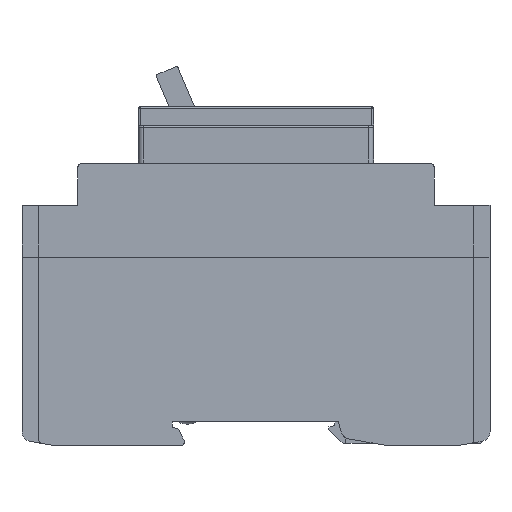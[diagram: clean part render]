
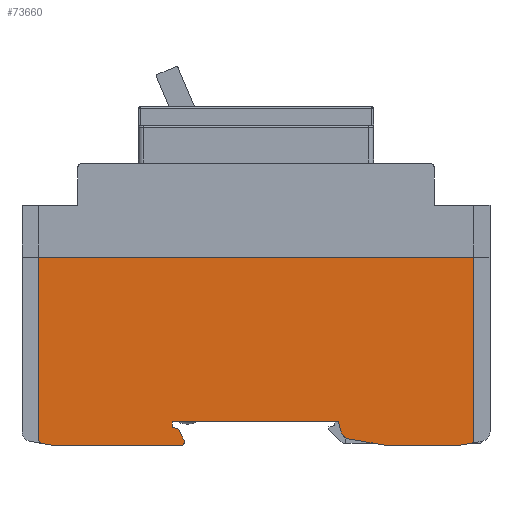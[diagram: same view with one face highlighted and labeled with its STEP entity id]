
A CAD part, left-side view. The second image highlights one B-rep face of the part: STEP entity #73660.
In plain terms, the highlighted planar face has unit normal (-1, 0, 0).
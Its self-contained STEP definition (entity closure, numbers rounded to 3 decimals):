
#6570=CARTESIAN_POINT('',(59.006,393.002,
-70.619));
#6580=DIRECTION('',(1.,0.,0.));
#6590=DIRECTION('',(0.,-1.,0.));
#6600=AXIS2_PLACEMENT_3D('',#6570,#6580,#6590);
#6610=CIRCLE('',#6600,1.);
#6620=CARTESIAN_POINT('',(59.006,393.176,
-71.603));
#6630=VERTEX_POINT('',#6620);
#6640=CARTESIAN_POINT('',(59.006,394.002,
-70.619));
#6650=VERTEX_POINT('',#6640);
#6660=EDGE_CURVE('',#6630,#6650,#6610,.T.);
#36590=CARTESIAN_POINT('',(59.006,365.552,0.));
#36600=DIRECTION('',(0.,0.,-1.));
#36610=VECTOR('',#36600,1.);
#36620=LINE('',#36590,#36610);
#36630=CARTESIAN_POINT('',(59.006,365.552,
-67.));
#36640=VERTEX_POINT('',#36630);
#36650=CARTESIAN_POINT('',(59.006,365.552,
-68.2));
#36660=VERTEX_POINT('',#36650);
#36670=EDGE_CURVE('',#36640,#36660,#36620,.T.);
#54660=CARTESIAN_POINT('',(59.006,304.577,
-72.));
#54670=VERTEX_POINT('',#54660);
#54700=CARTESIAN_POINT('',(59.006,0.,-18.295));
#54710=DIRECTION('',(0.,0.985,-0.174));
#54720=VECTOR('',#54710,1.);
#54730=LINE('',#54700,#54720);
#54740=CARTESIAN_POINT('',(59.006,301.502,
-71.458));
#54750=VERTEX_POINT('',#54740);
#54760=EDGE_CURVE('',#54750,#54670,#54730,.T.);
#66240=CARTESIAN_POINT('',(59.006,320.252,
-72.));
#66250=VERTEX_POINT('',#66240);
#66280=CARTESIAN_POINT('',(59.006,0.,-72.));
#66290=DIRECTION('',(0.,1.,0.));
#66300=VECTOR('',#66290,1.);
#66310=LINE('',#66280,#66300);
#66320=EDGE_CURVE('',#54670,#66250,#66310,.T.);
#66420=CARTESIAN_POINT('',(59.006,363.552,
-71.5));
#66430=DIRECTION('',(1.,0.,0.));
#66440=DIRECTION('',(0.,-1.,0.));
#66450=AXIS2_PLACEMENT_3D('',#66420,#66430,#66440);
#66460=CIRCLE('',#66450,0.5);
#66470=CARTESIAN_POINT('',(59.006,363.052,
-71.5));
#66480=VERTEX_POINT('',#66470);
#66490=CARTESIAN_POINT('',(59.006,363.552,
-72.));
#66500=VERTEX_POINT('',#66490);
#66510=EDGE_CURVE('',#66480,#66500,#66460,.T.);
#66790=CARTESIAN_POINT('',(59.006,364.352,
-68.411));
#66800=VERTEX_POINT('',#66790);
#66830=CARTESIAN_POINT('',(59.006,0.,-132.657));
#66840=DIRECTION('',(0.,-0.985,-0.174));
#66850=VECTOR('',#66840,1.);
#66860=LINE('',#66830,#66850);
#66870=EDGE_CURVE('',#36660,#66800,#66860,.T.);
#68180=CARTESIAN_POINT('',(59.006,0.,-140.931));
#68190=DIRECTION('',(0.,0.985,0.174));
#68200=VECTOR('',#68190,1.);
#68210=LINE('',#68180,#68200);
#68220=CARTESIAN_POINT('',(59.006,390.927,
-72.));
#68230=VERTEX_POINT('',#68220);
#68240=EDGE_CURVE('',#68230,#6630,#68210,.T.);
#69030=CARTESIAN_POINT('',(59.006,0.,-32.));
#69040=DIRECTION('',(0.,-1.,0.));
#69050=VECTOR('',#69040,1.);
#69060=LINE('',#69030,#69050);
#69070=CARTESIAN_POINT('',(59.006,394.002,
-32.));
#69080=VERTEX_POINT('',#69070);
#69090=CARTESIAN_POINT('',(59.006,301.502,
-32.));
#69100=VERTEX_POINT('',#69090);
#69110=EDGE_CURVE('',#69080,#69100,#69060,.T.);
#70390=CARTESIAN_POINT('',(59.006,348.204,0.));
#70400=DIRECTION('',(0.,0.259,0.966));
#70410=VECTOR('',#70400,1.);
#70420=LINE('',#70390,#70410);
#70430=CARTESIAN_POINT('',(59.006,329.671,
-69.166));
#70440=VERTEX_POINT('',#70430);
#70450=CARTESIAN_POINT('',(59.006,330.252,
-67.));
#70460=VERTEX_POINT('',#70450);
#70470=EDGE_CURVE('',#70440,#70460,#70420,.T.);
#71930=CARTESIAN_POINT('',(59.006,394.002,0.));
#71940=DIRECTION('',(0.,0.,1.));
#71950=VECTOR('',#71940,1.);
#71960=LINE('',#71930,#71950);
#71970=EDGE_CURVE('',#6650,#69080,#71960,.T.);
#72300=CARTESIAN_POINT('',(59.006,0.,-72.));
#72310=DIRECTION('',(0.,1.,0.));
#72320=VECTOR('',#72310,1.);
#72330=LINE('',#72300,#72320);
#72340=EDGE_CURVE('',#66500,#68230,#72330,.T.);
#72490=CARTESIAN_POINT('',(59.006,363.052,
-70.909));
#72500=VERTEX_POINT('',#72490);
#72530=CARTESIAN_POINT('',(59.006,399.963,0.));
#72540=DIRECTION('',(0.,-0.462,-0.887));
#72550=VECTOR('',#72540,1.);
#72560=LINE('',#72530,#72550);
#72570=EDGE_CURVE('',#66800,#72500,#72560,.T.);
#72690=CARTESIAN_POINT('',(59.006,363.052,0.));
#72700=DIRECTION('',(0.,0.,-1.));
#72710=VECTOR('',#72700,1.);
#72720=LINE('',#72690,#72710);
#72730=EDGE_CURVE('',#72500,#66480,#72720,.T.);
#73190=CARTESIAN_POINT('',(59.006,0.,201.084));
#73200=DIRECTION('',(1.,-0.,0.));
#73210=DIRECTION('',(0.,0.,-1.));
#73220=AXIS2_PLACEMENT_3D('',#73190,#73200,#73210);
#73230=PLANE('',#73220);
#73240=ORIENTED_EDGE('',*,*,#54760,.F.);
#73250=ORIENTED_EDGE('',*,*,#66320,.F.);
#73260=CARTESIAN_POINT('',(59.006,0.,-128.469));
#73270=DIRECTION('',(0.,0.985,0.174));
#73280=VECTOR('',#73270,1.);
#73290=LINE('',#73260,#73280);
#73300=CARTESIAN_POINT('',(59.006,328.087,
-70.618));
#73310=VERTEX_POINT('',#73300);
#73320=EDGE_CURVE('',#66250,#73310,#73290,.T.);
#73330=ORIENTED_EDGE('',*,*,#73320,.F.);
#73340=CARTESIAN_POINT('',(59.006,327.74,
-68.649));
#73350=DIRECTION('',(1.,0.,0.));
#73360=DIRECTION('',(0.,-1.,0.));
#73370=AXIS2_PLACEMENT_3D('',#73340,#73350,#73360);
#73380=CIRCLE('',#73370,2.);
#73390=EDGE_CURVE('',#73310,#70440,#73380,.T.);
#73400=ORIENTED_EDGE('',*,*,#73390,.F.);
#73410=ORIENTED_EDGE('',*,*,#70470,.F.);
#73420=CARTESIAN_POINT('',(59.006,0.,-67.));
#73430=DIRECTION('',(0.,1.,0.));
#73440=VECTOR('',#73430,1.);
#73450=LINE('',#73420,#73440);
#73460=EDGE_CURVE('',#70460,#36640,#73450,.T.);
#73470=ORIENTED_EDGE('',*,*,#73460,.F.);
#73480=ORIENTED_EDGE('',*,*,#36670,.F.);
#73490=ORIENTED_EDGE('',*,*,#66870,.F.);
#73500=ORIENTED_EDGE('',*,*,#72570,.F.);
#73510=ORIENTED_EDGE('',*,*,#72730,.F.);
#73520=ORIENTED_EDGE('',*,*,#66510,.F.);
#73530=ORIENTED_EDGE('',*,*,#72340,.F.);
#73540=ORIENTED_EDGE('',*,*,#68240,.F.);
#73550=ORIENTED_EDGE('',*,*,#6660,.F.);
#73560=ORIENTED_EDGE('',*,*,#71970,.F.);
#73570=ORIENTED_EDGE('',*,*,#69110,.F.);
#73580=CARTESIAN_POINT('',(59.006,301.502,0.));
#73590=DIRECTION('',(0.,0.,1.));
#73600=VECTOR('',#73590,1.);
#73610=LINE('',#73580,#73600);
#73620=EDGE_CURVE('',#54750,#69100,#73610,.T.);
#73630=ORIENTED_EDGE('',*,*,#73620,.T.);
#73640=EDGE_LOOP('',(#73630,#73570,#73560,#73550,#73540,#73530,#73520,
#73510,#73500,#73490,#73480,#73470,#73410,#73400,#73330,#73250,#73240));
#73650=FACE_OUTER_BOUND('',#73640,.T.);
#73660=ADVANCED_FACE('',(#73650),#73230,.F.);
